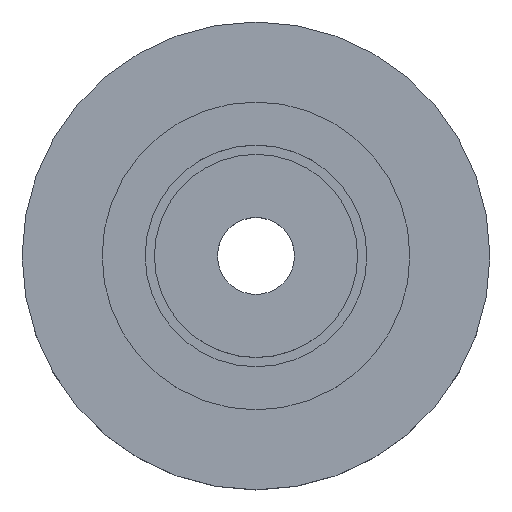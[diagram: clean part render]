
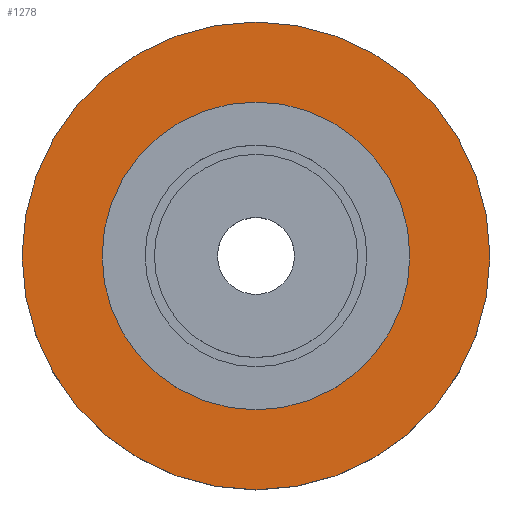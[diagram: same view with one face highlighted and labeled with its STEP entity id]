
A CAD part, top view. The second image highlights one B-rep face of the part: STEP entity #1278.
In plain terms, the highlighted face is planar.
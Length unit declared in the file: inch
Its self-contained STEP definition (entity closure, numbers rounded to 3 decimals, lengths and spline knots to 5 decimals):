
#834=CARTESIAN_POINT('',(0.5,-0.1435,0.0));
#835=VERTEX_POINT('',#834);
#851=CARTESIAN_POINT('',(-0.5,-0.1435,0.));
#852=VERTEX_POINT('',#851);
#859=CARTESIAN_POINT('',(0.0,-0.1435,0.0));
#860=DIRECTION('',(0.0,-1.0,0.0));
#861=DIRECTION('',(1.0,0.0,0.0));
#862=AXIS2_PLACEMENT_3D('',#859,#860,#861);
#863=CIRCLE('',#862,0.5);
#864=EDGE_CURVE('',#852,#835,#863,.T.);
#876=CARTESIAN_POINT('',(0.76,-0.1435,0.0));
#877=VERTEX_POINT('',#876);
#893=CARTESIAN_POINT('',(-0.76,-0.1435,0.));
#894=VERTEX_POINT('',#893);
#901=CARTESIAN_POINT('',(0.0,-0.1435,0.0));
#902=DIRECTION('',(0.0,-1.0,0.0));
#903=DIRECTION('',(1.0,0.0,0.0));
#904=AXIS2_PLACEMENT_3D('',#901,#902,#903);
#905=CIRCLE('',#904,0.76);
#906=EDGE_CURVE('',#877,#894,#905,.T.);
#1247=CARTESIAN_POINT('',(0.0,-0.1435,0.0));
#1248=DIRECTION('',(0.0,-1.0,0.0));
#1249=DIRECTION('',(1.0,0.0,0.0));
#1250=AXIS2_PLACEMENT_3D('',#1247,#1248,#1249);
#1251=CIRCLE('',#1250,0.76);
#1252=EDGE_CURVE('',#894,#877,#1251,.T.);
#1259=CARTESIAN_POINT('',(0.63,-0.1435,0.0));
#1260=DIRECTION('',(0.0,-1.0,0.0));
#1261=DIRECTION('',(0.0,0.0,-1.0));
#1262=AXIS2_PLACEMENT_3D('',#1259,#1260,#1261);
#1263=PLANE('',#1262);
#1264=ORIENTED_EDGE('',*,*,#906,.T.);
#1265=ORIENTED_EDGE('',*,*,#1252,.T.);
#1266=EDGE_LOOP('',(#1264,#1265));
#1267=FACE_OUTER_BOUND('',#1266,.T.);
#1268=CARTESIAN_POINT('',(0.0,-0.1435,0.0));
#1269=DIRECTION('',(0.0,-1.0,0.0));
#1270=DIRECTION('',(1.0,0.0,0.0));
#1271=AXIS2_PLACEMENT_3D('',#1268,#1269,#1270);
#1272=CIRCLE('',#1271,0.5);
#1273=EDGE_CURVE('',#835,#852,#1272,.T.);
#1274=ORIENTED_EDGE('',*,*,#1273,.F.);
#1275=ORIENTED_EDGE('',*,*,#864,.F.);
#1276=EDGE_LOOP('',(#1274,#1275));
#1277=FACE_BOUND('',#1276,.T.);
#1278=ADVANCED_FACE('',(#1267,#1277),#1263,.T.);
